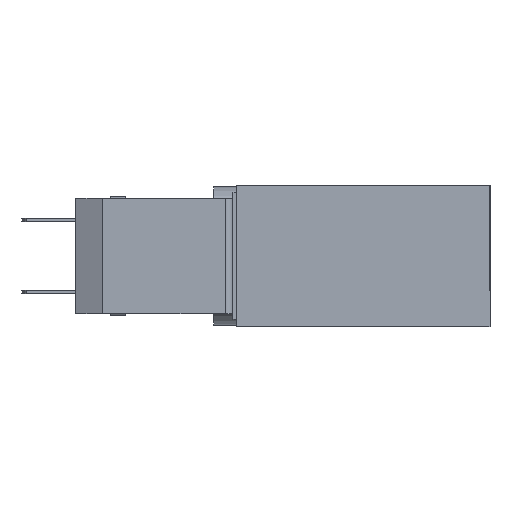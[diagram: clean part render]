
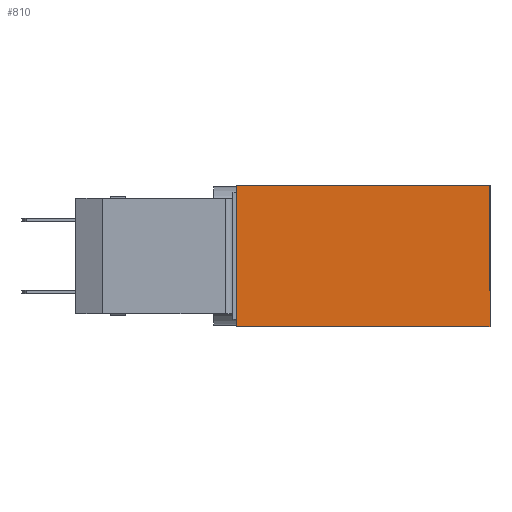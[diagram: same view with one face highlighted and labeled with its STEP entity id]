
A CAD part, left-side view. The second image highlights one B-rep face of the part: STEP entity #810.
In plain terms, the highlighted planar face has unit normal (-1, 0, 0).
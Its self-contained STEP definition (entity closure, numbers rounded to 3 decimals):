
#771=CARTESIAN_POINT('',(-46.5,-0.5,0.));
#772=DIRECTION('',(1.0,0.0,0.0));
#773=DIRECTION('',(0.0,0.0,-1.0));
#774=AXIS2_PLACEMENT_3D('',#771,#772,#773);
#775=PLANE('',#774);
#776=CARTESIAN_POINT('',(-46.5,16.,9.25));
#777=VERTEX_POINT('',#776);
#778=CARTESIAN_POINT('',(-46.5,-17.,9.25));
#779=VERTEX_POINT('',#778);
#780=CARTESIAN_POINT('',(-46.5,16.,9.25));
#781=DIRECTION('',(0.0,-1.0,0.0));
#782=VECTOR('',#781,33.0);
#783=LINE('',#780,#782);
#784=EDGE_CURVE('',#777,#779,#783,.T.);
#785=ORIENTED_EDGE('',*,*,#784,.F.);
#786=CARTESIAN_POINT('',(-46.5,16.,-9.25));
#787=VERTEX_POINT('',#786);
#788=CARTESIAN_POINT('',(-46.5,16.,-9.25));
#789=DIRECTION('',(0.0,0.0,1.0));
#790=VECTOR('',#789,18.5);
#791=LINE('',#788,#790);
#792=EDGE_CURVE('',#787,#777,#791,.T.);
#793=ORIENTED_EDGE('',*,*,#792,.F.);
#794=CARTESIAN_POINT('',(-46.5,-17.0,-9.25));
#795=VERTEX_POINT('',#794);
#796=CARTESIAN_POINT('',(-46.5,-17.0,-9.25));
#797=DIRECTION('',(0.0,1.0,0.0));
#798=VECTOR('',#797,33.);
#799=LINE('',#796,#798);
#800=EDGE_CURVE('',#795,#787,#799,.T.);
#801=ORIENTED_EDGE('',*,*,#800,.F.);
#802=CARTESIAN_POINT('',(-46.5,-17.,9.25));
#803=DIRECTION('',(0.0,0.0,-1.0));
#804=VECTOR('',#803,18.5);
#805=LINE('',#802,#804);
#806=EDGE_CURVE('',#779,#795,#805,.T.);
#807=ORIENTED_EDGE('',*,*,#806,.F.);
#808=EDGE_LOOP('',(#785,#793,#801,#807));
#809=FACE_OUTER_BOUND('',#808,.T.);
#810=ADVANCED_FACE('',(#809),#775,.F.);
